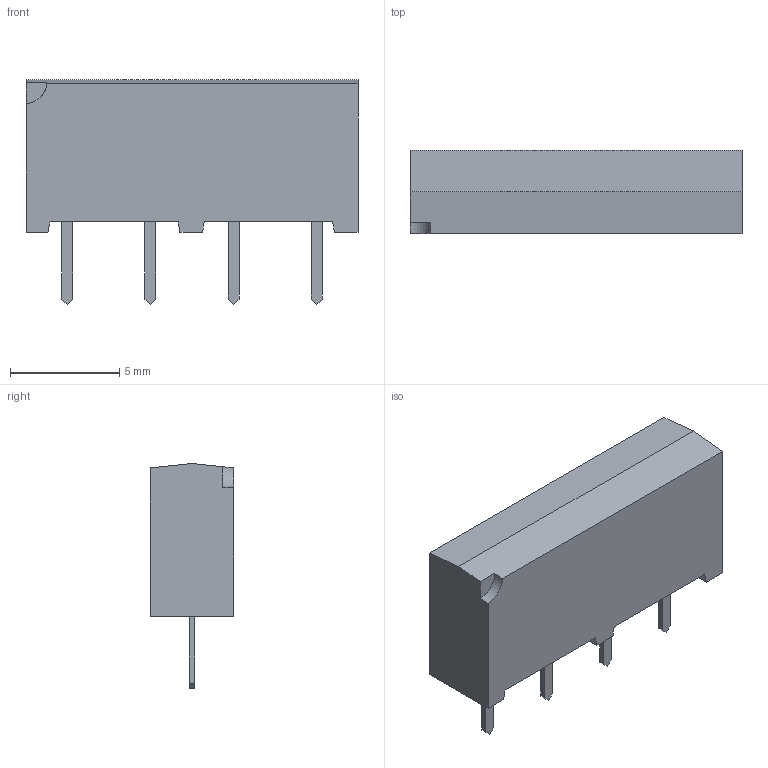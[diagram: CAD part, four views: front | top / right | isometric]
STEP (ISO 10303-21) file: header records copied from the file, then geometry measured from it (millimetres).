
FILE_DESCRIPTION(('FreeCAD Model'),'2;1');
FILE_NAME('Relay_SPST_StandexMeder_MS_Form1AB.step','2018-01-09T13:43:09',( 'kicad StepUp'),('ksu MCAD'),'Open CASCADE STEP processor 6.8', 'FreeCAD','Unknown');
FILE_SCHEMA(('AUTOMOTIVE_DESIGN_CC2 { 1 2 10303 214 -1 1 5 4 }'));
Length unit declared in the file: millimetre
Products named in the file (1): Relay_SPST_StandexMeder_MS_Form1AB
Bounding box: 15.2 x 3.81 x 10.3 mm (x, y, z)
Volume: 378.9 mm3; surface area: 391.8 mm2
Topology: 1 solids, 1 shells, 41 faces, 105 edges, 70 vertices
Faces by surface type: plane 40, cylinder 1
Entity records: 1522 total; most frequent: CARTESIAN_POINT 217, ORIENTED_EDGE 210, DIRECTION 192, EDGE_CURVE 105, LINE 102, VECTOR 102, VERTEX_POINT 70, AXIS2_PLACEMENT_3D 45
